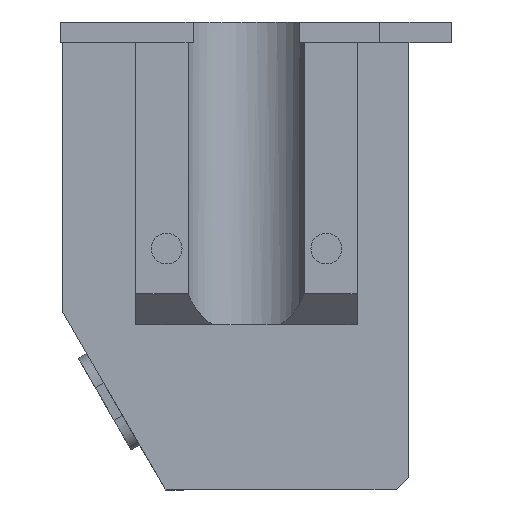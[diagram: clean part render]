
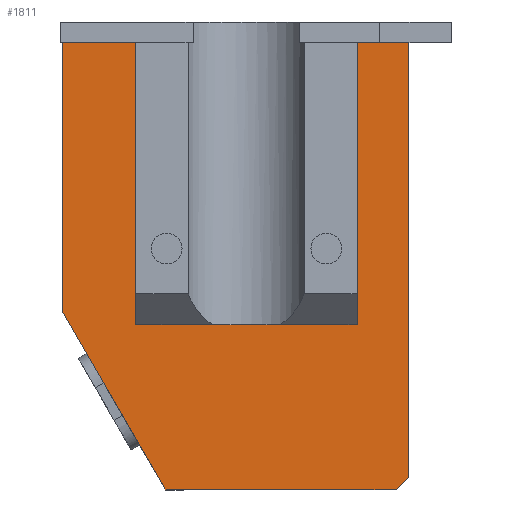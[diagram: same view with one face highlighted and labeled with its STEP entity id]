
A CAD part, left-side view. The second image highlights one B-rep face of the part: STEP entity #1811.
In plain terms, the highlighted planar face has unit normal (-1, 0, 0).
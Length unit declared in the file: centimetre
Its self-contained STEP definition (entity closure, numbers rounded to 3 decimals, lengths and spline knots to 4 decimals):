
#53=FACE_BOUND('',#199,.T.);
#80=CIRCLE('',#1906,0.15);
#106=FACE_OUTER_BOUND('',#198,.T.);
#198=EDGE_LOOP('',(#1246,#1247,#1248,#1249,#1250,#1251,#1252,#1253,#1254,
#1255,#1256,#1257,#1258,#1259,#1260,#1261,#1262,#1263));
#199=EDGE_LOOP('',(#1264));
#311=LINE('',#2448,#536);
#325=LINE('',#2476,#550);
#347=LINE('',#2522,#572);
#348=LINE('',#2523,#573);
#349=LINE('',#2525,#574);
#350=LINE('',#2527,#575);
#351=LINE('',#2529,#576);
#352=LINE('',#2531,#577);
#353=LINE('',#2533,#578);
#354=LINE('',#2535,#579);
#355=LINE('',#2537,#580);
#356=LINE('',#2539,#581);
#357=LINE('',#2541,#582);
#358=LINE('',#2543,#583);
#359=LINE('',#2545,#584);
#360=LINE('',#2547,#585);
#361=LINE('',#2549,#586);
#362=LINE('',#2550,#587);
#536=VECTOR('',#2009,1.);
#550=VECTOR('',#2027,1.);
#572=VECTOR('',#2057,1.);
#573=VECTOR('',#2058,1.);
#574=VECTOR('',#2059,1.);
#575=VECTOR('',#2060,1.);
#576=VECTOR('',#2061,1.);
#577=VECTOR('',#2062,1.);
#578=VECTOR('',#2063,1.);
#579=VECTOR('',#2064,1.);
#580=VECTOR('',#2065,1.);
#581=VECTOR('',#2066,1.);
#582=VECTOR('',#2067,1.);
#583=VECTOR('',#2068,1.);
#584=VECTOR('',#2069,1.);
#585=VECTOR('',#2070,1.);
#586=VECTOR('',#2071,1.);
#587=VECTOR('',#2072,1.);
#761=VERTEX_POINT('',#2446);
#762=VERTEX_POINT('',#2447);
#774=VERTEX_POINT('',#2475);
#793=VERTEX_POINT('',#2520);
#794=VERTEX_POINT('',#2521);
#795=VERTEX_POINT('',#2524);
#796=VERTEX_POINT('',#2526);
#797=VERTEX_POINT('',#2528);
#798=VERTEX_POINT('',#2530);
#799=VERTEX_POINT('',#2532);
#800=VERTEX_POINT('',#2534);
#801=VERTEX_POINT('',#2536);
#802=VERTEX_POINT('',#2538);
#803=VERTEX_POINT('',#2540);
#804=VERTEX_POINT('',#2542);
#805=VERTEX_POINT('',#2544);
#806=VERTEX_POINT('',#2546);
#807=VERTEX_POINT('',#2548);
#808=VERTEX_POINT('',#2551);
#941=EDGE_CURVE('',#761,#762,#311,.T.);
#955=EDGE_CURVE('',#762,#774,#325,.T.);
#977=EDGE_CURVE('',#793,#794,#347,.T.);
#978=EDGE_CURVE('',#794,#774,#348,.T.);
#979=EDGE_CURVE('',#795,#761,#349,.T.);
#980=EDGE_CURVE('',#795,#796,#350,.T.);
#981=EDGE_CURVE('',#797,#796,#351,.T.);
#982=EDGE_CURVE('',#798,#797,#352,.T.);
#983=EDGE_CURVE('',#799,#798,#353,.T.);
#984=EDGE_CURVE('',#800,#799,#354,.T.);
#985=EDGE_CURVE('',#801,#800,#355,.T.);
#986=EDGE_CURVE('',#802,#801,#356,.T.);
#987=EDGE_CURVE('',#803,#802,#357,.T.);
#988=EDGE_CURVE('',#804,#803,#358,.T.);
#989=EDGE_CURVE('',#804,#805,#359,.T.);
#990=EDGE_CURVE('',#806,#805,#360,.T.);
#991=EDGE_CURVE('',#807,#806,#361,.T.);
#992=EDGE_CURVE('',#807,#793,#362,.T.);
#993=EDGE_CURVE('',#808,#808,#80,.T.);
#1246=ORIENTED_EDGE('',*,*,#977,.T.);
#1247=ORIENTED_EDGE('',*,*,#978,.T.);
#1248=ORIENTED_EDGE('',*,*,#955,.F.);
#1249=ORIENTED_EDGE('',*,*,#941,.F.);
#1250=ORIENTED_EDGE('',*,*,#979,.F.);
#1251=ORIENTED_EDGE('',*,*,#980,.T.);
#1252=ORIENTED_EDGE('',*,*,#981,.F.);
#1253=ORIENTED_EDGE('',*,*,#982,.F.);
#1254=ORIENTED_EDGE('',*,*,#983,.F.);
#1255=ORIENTED_EDGE('',*,*,#984,.F.);
#1256=ORIENTED_EDGE('',*,*,#985,.F.);
#1257=ORIENTED_EDGE('',*,*,#986,.F.);
#1258=ORIENTED_EDGE('',*,*,#987,.F.);
#1259=ORIENTED_EDGE('',*,*,#988,.F.);
#1260=ORIENTED_EDGE('',*,*,#989,.T.);
#1261=ORIENTED_EDGE('',*,*,#990,.F.);
#1262=ORIENTED_EDGE('',*,*,#991,.F.);
#1263=ORIENTED_EDGE('',*,*,#992,.T.);
#1264=ORIENTED_EDGE('',*,*,#993,.T.);
#1736=PLANE('',#1905);
#1811=ADVANCED_FACE('',(#106,#53),#1736,.T.);
#1905=AXIS2_PLACEMENT_3D('',#2519,#2055,#2056);
#1906=AXIS2_PLACEMENT_3D('',#2552,#2073,#2074);
#2009=DIRECTION('',(0.,0.707,-0.707));
#2027=DIRECTION('',(0.,1.,0.));
#2055=DIRECTION('center_axis',(-1.,0.,0.));
#2056=DIRECTION('ref_axis',(0.,0.,1.));
#2057=DIRECTION('',(0.,-0.5,-0.866));
#2058=DIRECTION('',(0.,-1.,0.));
#2059=DIRECTION('',(0.,0.,-1.));
#2060=DIRECTION('',(0.,0.,1.));
#2061=DIRECTION('',(0.,-1.,0.));
#2062=DIRECTION('',(0.,0.,1.));
#2063=DIRECTION('',(0.,-1.,0.));
#2064=DIRECTION('',(0.,0.,1.));
#2065=DIRECTION('',(0.,1.,0.));
#2066=DIRECTION('',(0.,0.,1.));
#2067=DIRECTION('',(0.,-1.,0.));
#2068=DIRECTION('',(0.,0.,-1.));
#2069=DIRECTION('',(0.,0.,1.));
#2070=DIRECTION('',(0.,0.,-1.));
#2071=DIRECTION('',(0.,-1.,0.));
#2072=DIRECTION('',(0.,0.,-1.));
#2073=DIRECTION('center_axis',(1.,0.,0.));
#2074=DIRECTION('ref_axis',(0.,1.,0.));
#2446=CARTESIAN_POINT('',(7.4,-1.6,-1.9338));
#2447=CARTESIAN_POINT('',(7.4,-1.48,-2.0538));
#2448=CARTESIAN_POINT('',(7.4,-1.6697,-1.8641));
#2475=CARTESIAN_POINT('',(7.4,-1.4702,-2.0538));
#2476=CARTESIAN_POINT('',(7.4,-0.578,-2.0538));
#2519=CARTESIAN_POINT('Origin',(7.4,0.094,0.1589));
#2520=CARTESIAN_POINT('',(7.4,1.7679,-0.3217));
#2521=CARTESIAN_POINT('',(7.4,0.7679,-2.0538));
#2522=CARTESIAN_POINT('',(7.4,0.9295,-1.774));
#2523=CARTESIAN_POINT('',(7.4,-1.0601,-2.0538));
#2524=CARTESIAN_POINT('',(7.4,-1.6,-1.5411));
#2525=CARTESIAN_POINT('',(7.4,-1.6,-1.5411));
#2526=CARTESIAN_POINT('',(7.4,-1.6,2.3089));
#2527=CARTESIAN_POINT('',(7.4,-1.6,0.8839));
#2528=CARTESIAN_POINT('',(7.4,-1.1,2.3089));
#2529=CARTESIAN_POINT('',(7.4,-1.2351,2.3089));
#2530=CARTESIAN_POINT('',(7.4,-1.1,0.6));
#2531=CARTESIAN_POINT('',(7.4,-1.1,0.592));
#2532=CARTESIAN_POINT('',(7.4,-0.5,0.6));
#2533=CARTESIAN_POINT('',(7.4,-0.8,0.6));
#2534=CARTESIAN_POINT('',(7.4,-0.5,0.));
#2535=CARTESIAN_POINT('',(7.4,-0.5,0.3));
#2536=CARTESIAN_POINT('',(7.4,-1.1,0.));
#2537=CARTESIAN_POINT('',(7.4,-0.8,0.));
#2538=CARTESIAN_POINT('',(7.4,-1.1,-0.4411));
#2539=CARTESIAN_POINT('',(7.4,-1.1,0.592));
#2540=CARTESIAN_POINT('',(7.4,1.0569,-0.4411));
#2541=CARTESIAN_POINT('',(7.4,-0.4108,-0.4411));
#2542=CARTESIAN_POINT('',(7.4,1.0569,0.));
#2543=CARTESIAN_POINT('',(7.4,1.0569,0.592));
#2544=CARTESIAN_POINT('',(7.4,1.0569,0.6));
#2545=CARTESIAN_POINT('',(7.4,1.0569,0.592));
#2546=CARTESIAN_POINT('',(7.4,1.0569,2.3089));
#2547=CARTESIAN_POINT('',(7.4,1.0569,0.5214));
#2548=CARTESIAN_POINT('',(7.4,1.7679,2.3089));
#2549=CARTESIAN_POINT('',(7.4,-0.7881,2.3089));
#2550=CARTESIAN_POINT('',(7.4,1.7679,0.6339));
#2551=CARTESIAN_POINT('',(7.4,-0.95,0.3));
#2552=CARTESIAN_POINT('Origin',(7.4,-0.8,0.3));
